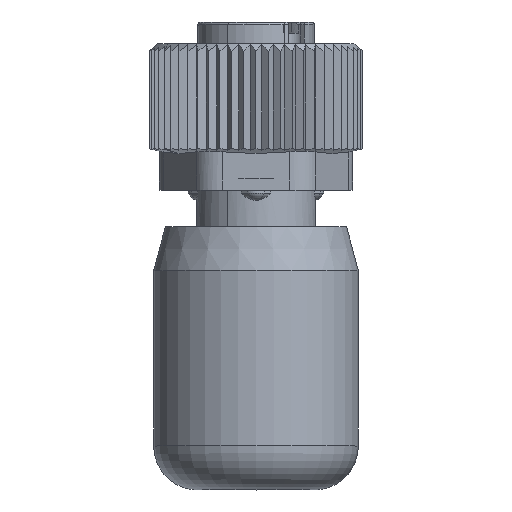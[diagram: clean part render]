
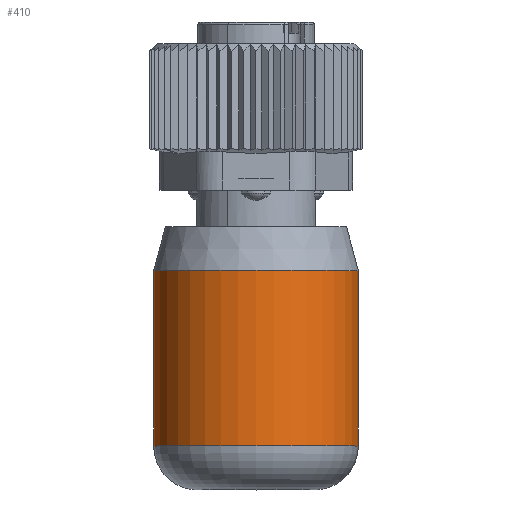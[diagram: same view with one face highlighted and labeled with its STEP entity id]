
A CAD part, top view. The second image highlights one B-rep face of the part: STEP entity #410.
In plain terms, the highlighted cylindrical face has radius 7 mm (diameter 14 mm), a partial arc.
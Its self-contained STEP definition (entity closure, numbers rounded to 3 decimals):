
#319=AXIS2_PLACEMENT_3D('Circle Axis2P3D',#317,#318,$) ;
#383=AXIS2_PLACEMENT_3D('Cylinder Axis2P3D',#380,#381,#382) ;
#401=AXIS2_PLACEMENT_3D('Circle Axis2P3D',#399,#400,$) ;
#314=CARTESIAN_POINT('Vertex',(14.261,3.,167.3)) ;
#317=CARTESIAN_POINT('Axis2P3D Location',(7.261,3.,167.3)) ;
#321=CARTESIAN_POINT('Vertex',(0.261,3.,167.3)) ;
#380=CARTESIAN_POINT('Axis2P3D Location',(7.261,7.,167.3)) ;
#385=CARTESIAN_POINT('Line Origine',(0.261,7.,167.3)) ;
#389=CARTESIAN_POINT('Vertex',(0.261,15.,167.3)) ;
#392=CARTESIAN_POINT('Line Origine',(14.261,7.,167.3)) ;
#396=CARTESIAN_POINT('Vertex',(14.261,15.,167.3)) ;
#399=CARTESIAN_POINT('Axis2P3D Location',(7.261,15.,167.3)) ;
#318=DIRECTION('Axis2P3D Direction',(0.,-1.,0.)) ;
#381=DIRECTION('Axis2P3D Direction',(0.,-1.,0.)) ;
#382=DIRECTION('Axis2P3D XDirection',(-1.,0.,0.)) ;
#386=DIRECTION('Vector Direction',(0.,-1.,0.)) ;
#393=DIRECTION('Vector Direction',(0.,-1.,0.)) ;
#400=DIRECTION('Axis2P3D Direction',(0.,-1.,0.)) ;
#387=VECTOR('Line Direction',#386,1.) ;
#394=VECTOR('Line Direction',#393,1.) ;
#405=ORIENTED_EDGE('',*,*,#391,.T.) ;
#406=ORIENTED_EDGE('',*,*,#323,.F.) ;
#407=ORIENTED_EDGE('',*,*,#398,.F.) ;
#408=ORIENTED_EDGE('',*,*,#403,.T.) ;
#410=ADVANCED_FACE('Hauptk\X2\00F6\X0\rper',(#409),#384,.T.) ;
#320=CIRCLE('generated circle',#319,7.) ;
#402=CIRCLE('generated circle',#401,7.) ;
#384=CYLINDRICAL_SURFACE('generated cylinder',#383,7.) ;
#323=EDGE_CURVE('',#315,#322,#320,.T.) ;
#391=EDGE_CURVE('',#390,#322,#388,.T.) ;
#398=EDGE_CURVE('',#397,#315,#395,.T.) ;
#403=EDGE_CURVE('',#397,#390,#402,.T.) ;
#404=EDGE_LOOP('',(#405,#406,#407,#408)) ;
#409=FACE_OUTER_BOUND('',#404,.T.) ;
#388=LINE('Line',#385,#387) ;
#395=LINE('Line',#392,#394) ;
#315=VERTEX_POINT('',#314) ;
#322=VERTEX_POINT('',#321) ;
#390=VERTEX_POINT('',#389) ;
#397=VERTEX_POINT('',#396) ;
